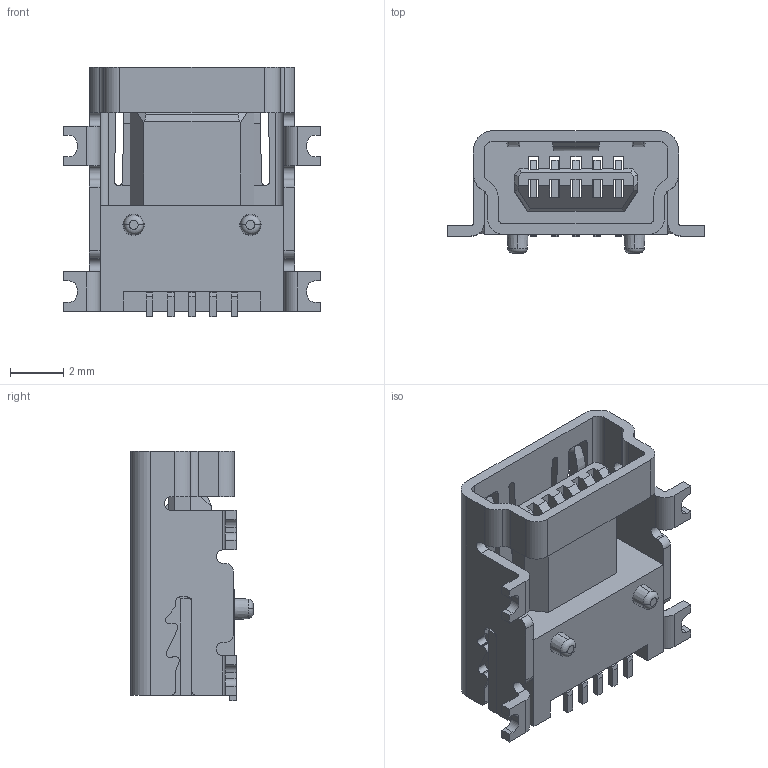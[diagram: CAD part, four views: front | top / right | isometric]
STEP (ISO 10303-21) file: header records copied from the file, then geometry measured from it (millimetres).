
FILE_DESCRIPTION(('CAx-IF Rec.Pracs.---Model Styling and Organization---1.5---2016-08-15','CAx-IF Rec.Pracs.---Geometric and Assembly Validation Properties---4.4---2016-08-17','CAx-IF Rec.Pracs.---User Defined Attributes---1.5---2016-08-15','CAx-IF Rec.Pracs.---External References---2.1---2005-01-19'),'2;1');
FILE_NAME('4627607.step','2024-08-12T17:46:01',('Unspecified'),('Unspecified'),'CAD Exchanger 3.10.2 (cadexchanger.com)','Unspecified','');
FILE_SCHEMA(('AUTOMOTIVE_DESIGN { 1 0 10303 214 1 1 1 1 }'));
Length unit declared in the file: millimetre
Products named in the file (2): UJ2-MBH-1-SMT-TR
Bounding box: 9.66 x 4.6 x 9.4 mm (x, y, z)
Volume: 160.9 mm3; surface area: 729.6 mm2
Topology: 7 solids, 7 shells, 374 faces, 1084 edges, 711 vertices
Faces by surface type: plane 272, cylinder 92, torus 4, cone 4, bspline 2
Entity records: 15389 total; most frequent: CARTESIAN_POINT 2393, ORIENTED_EDGE 2168, DIRECTION 1979, EDGE_CURVE 1084, LINE 865, VECTOR 865, VERTEX_POINT 711, AXIS2_PLACEMENT_3D 557
